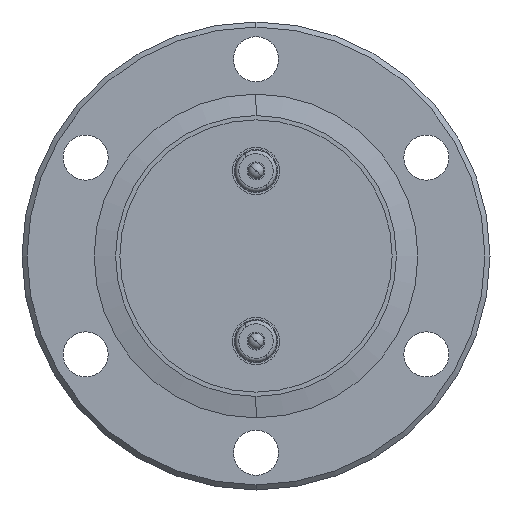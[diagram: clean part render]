
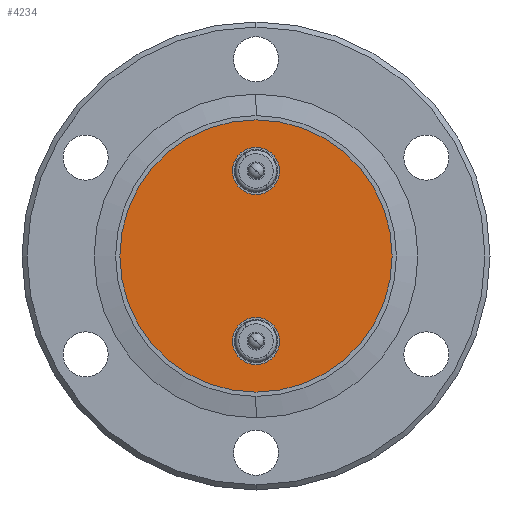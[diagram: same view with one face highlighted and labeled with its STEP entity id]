
A CAD part, front view. The second image highlights one B-rep face of the part: STEP entity #4234.
In plain terms, the highlighted planar face has unit normal (0, -1, 0).
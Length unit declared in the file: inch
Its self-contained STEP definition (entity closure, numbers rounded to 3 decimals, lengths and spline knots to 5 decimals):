
#18 = CARTESIAN_POINT ( 'NONE',  ( 0., 1.01312, 0.3615 ) ) ;
#24 = CARTESIAN_POINT ( 'NONE',  ( 0., 1.01312, 0.8 ) ) ;
#551 = DIRECTION ( 'NONE',  ( 0., -1., 0. ) ) ;
#553 = CARTESIAN_POINT ( 'NONE',  ( 0., 1.01312, 0. ) ) ;
#555 = PLANE ( 'NONE',  #749 ) ;
#557 = DIRECTION ( 'NONE',  ( 0., 0., 1. ) ) ;
#749 = AXIS2_PLACEMENT_3D ( 'NONE', #553, #551, #557 ) ;
#990 = VERTEX_POINT ( 'NONE', #18 ) ;
#1104 = VERTEX_POINT ( 'NONE', #4276 ) ;
#1145 = EDGE_LOOP ( 'NONE', ( #1454, #1393 ) ) ;
#1169 = EDGE_LOOP ( 'NONE', ( #1400, #1458 ) ) ;
#1242 = VERTEX_POINT ( 'NONE', #24 ) ;
#1288 = VERTEX_POINT ( 'NONE', #3939 ) ;
#1304 = VERTEX_POINT ( 'NONE', #4014 ) ;
#1390 = ORIENTED_EDGE ( 'NONE', *, *, #2488, .T. ) ;
#1393 = ORIENTED_EDGE ( 'NONE', *, *, #2551, .T. ) ;
#1400 = ORIENTED_EDGE ( 'NONE', *, *, #2573, .T. ) ;
#1440 = EDGE_LOOP ( 'NONE', ( #1552, #1390 ) ) ;
#1454 = ORIENTED_EDGE ( 'NONE', *, *, #2537, .T. ) ;
#1458 = ORIENTED_EDGE ( 'NONE', *, *, #3746, .T. ) ;
#1475 = VERTEX_POINT ( 'NONE', #3970 ) ;
#1552 = ORIENTED_EDGE ( 'NONE', *, *, #2568, .T. ) ;
#1788 = AXIS2_PLACEMENT_3D ( 'NONE', #2257, #2258, #2259 ) ;
#1835 = AXIS2_PLACEMENT_3D ( 'NONE', #2057, #2058, #2059 ) ;
#1838 = AXIS2_PLACEMENT_3D ( 'NONE', #2044, #2045, #2046 ) ;
#1848 = AXIS2_PLACEMENT_3D ( 'NONE', #2002, #2003, #2004 ) ;
#1859 = AXIS2_PLACEMENT_3D ( 'NONE', #4074, #4072, #4138 ) ;
#1905 = AXIS2_PLACEMENT_3D ( 'NONE', #4069, #4071, #4070 ) ;
#2002 = CARTESIAN_POINT ( 'NONE',  ( 0., 1.01312, 0. ) ) ;
#2003 = DIRECTION ( 'NONE',  ( 0., -1., 0. ) ) ;
#2004 = DIRECTION ( 'NONE',  ( 0., 0., 1. ) ) ;
#2044 = CARTESIAN_POINT ( 'NONE',  ( 0., 1.01312, 0.5 ) ) ;
#2045 = DIRECTION ( 'NONE',  ( 0., 1., 0. ) ) ;
#2046 = DIRECTION ( 'NONE',  ( 0., 0., 1. ) ) ;
#2057 = CARTESIAN_POINT ( 'NONE',  ( 0., 1.01312, -0.5 ) ) ;
#2058 = DIRECTION ( 'NONE',  ( 0., 1., 0. ) ) ;
#2059 = DIRECTION ( 'NONE',  ( 0., 0., 1. ) ) ;
#2257 = CARTESIAN_POINT ( 'NONE',  ( 0., 1.01312, -0.5 ) ) ;
#2258 = DIRECTION ( 'NONE',  ( 0., 1., 0. ) ) ;
#2259 = DIRECTION ( 'NONE',  ( 0., 0., 1. ) ) ;
#2488 = EDGE_CURVE ( 'NONE', #990, #1475, #3643, .T. ) ;
#2537 = EDGE_CURVE ( 'NONE', #1242, #1288, #2673, .T. ) ;
#2551 = EDGE_CURVE ( 'NONE', #1288, #1242, #2687, .T. ) ;
#2568 = EDGE_CURVE ( 'NONE', #1475, #990, #2990, .T. ) ;
#2573 = EDGE_CURVE ( 'NONE', #1304, #1104, #3037, .T. ) ;
#2673 = CIRCLE ( 'NONE', #1859, 0.8 ) ;
#2687 = CIRCLE ( 'NONE', #1848, 0.8 ) ;
#2990 = CIRCLE ( 'NONE', #1838, 0.1385 ) ;
#3037 = CIRCLE ( 'NONE', #1835, 0.1385 ) ;
#3147 = CIRCLE ( 'NONE', #1788, 0.1385 ) ;
#3545 = FACE_OUTER_BOUND ( 'NONE', #1145, .T. ) ;
#3547 = FACE_BOUND ( 'NONE', #1169, .T. ) ;
#3557 = FACE_BOUND ( 'NONE', #1440, .T. ) ;
#3643 = CIRCLE ( 'NONE', #1905, 0.1385 ) ;
#3746 = EDGE_CURVE ( 'NONE', #1104, #1304, #3147, .T. ) ;
#3939 = CARTESIAN_POINT ( 'NONE',  ( 0., 1.01312, -0.8 ) ) ;
#3970 = CARTESIAN_POINT ( 'NONE',  ( 0., 1.01312, 0.6385 ) ) ;
#4014 = CARTESIAN_POINT ( 'NONE',  ( 0., 1.01312, -0.3615 ) ) ;
#4069 = CARTESIAN_POINT ( 'NONE',  ( 0., 1.01312, 0.5 ) ) ;
#4070 = DIRECTION ( 'NONE',  ( 0., 0., 1. ) ) ;
#4071 = DIRECTION ( 'NONE',  ( 0., 1., 0. ) ) ;
#4072 = DIRECTION ( 'NONE',  ( 0., -1., 0. ) ) ;
#4074 = CARTESIAN_POINT ( 'NONE',  ( 0., 1.01312, 0. ) ) ;
#4138 = DIRECTION ( 'NONE',  ( 0., 0., 1. ) ) ;
#4234 = ADVANCED_FACE ( 'NONE', ( #3557, #3545, #3547 ), #555, .T. ) ;
#4276 = CARTESIAN_POINT ( 'NONE',  ( 0., 1.01312, -0.6385 ) ) ;
